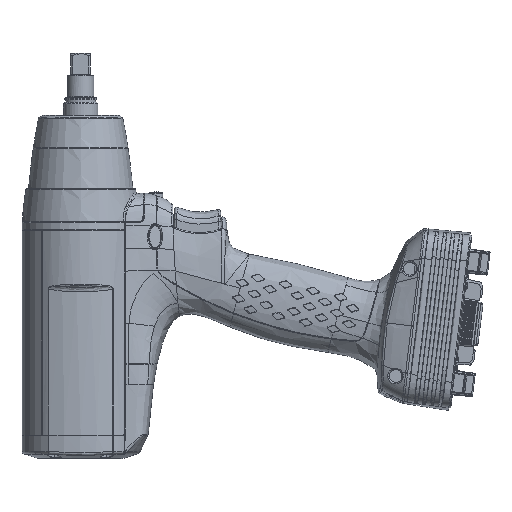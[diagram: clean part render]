
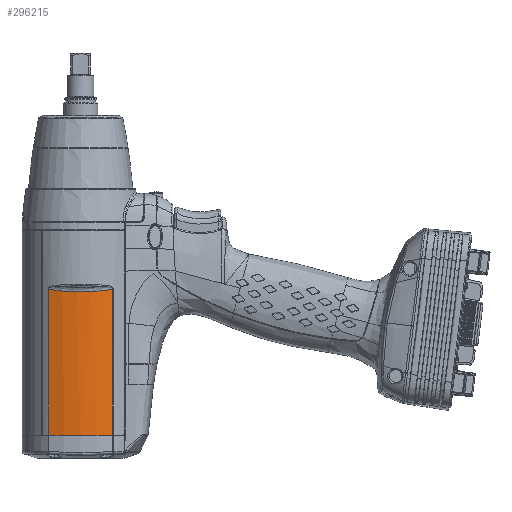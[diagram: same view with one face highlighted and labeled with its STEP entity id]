
A CAD part, left-side view. The second image highlights one B-rep face of the part: STEP entity #296215.
In plain terms, the highlighted cylindrical face has radius 46.906 mm (diameter 93.812 mm), a partial arc.
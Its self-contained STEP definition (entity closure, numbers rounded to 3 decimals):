
#68905=DIRECTION('',(0.,0.,-1.));
#68906=VECTOR('',#68905,72.087);
#68907=CARTESIAN_POINT('',(-24.228,15.886,
37.479));
#68908=LINE('',#68907,#68906);
#68909=CARTESIAN_POINT('',(-24.228,15.886,
37.479));
#68910=CARTESIAN_POINT('',(-24.477,15.193,
37.369));
#68911=CARTESIAN_POINT('',(-25.447,12.284,
36.942));
#68912=CARTESIAN_POINT('',(-26.65,7.006,
36.412));
#68913=CARTESIAN_POINT('',(-27.174,0.002,
36.181));
#68914=CARTESIAN_POINT('',(-26.651,-7.003,
36.411));
#68915=CARTESIAN_POINT('',(-25.448,-12.282,
36.941));
#68916=CARTESIAN_POINT('',(-24.478,-15.192,
37.369));
#68917=CARTESIAN_POINT('',(-24.228,-15.886,
37.479));
#68919=DIRECTION('',(0.,0.,1.));
#68920=VECTOR('',#68919,72.087);
#68921=CARTESIAN_POINT('',(-24.228,-15.886,
-34.608));
#68922=LINE('',#68921,#68920);
#68923=CARTESIAN_POINT('',(19.906,0.,
-34.608));
#68924=DIRECTION('',(0.,0.,-1.));
#68925=DIRECTION('',(-0.941,-0.339,0.));
#68926=AXIS2_PLACEMENT_3D('',#68923,#68924,#68925);
#68946=CARTESIAN_POINT('',(-24.228,-15.886,
37.479));
#78136=CARTESIAN_POINT('',(-24.228,15.886,
37.479));
#78137=CARTESIAN_POINT('',(-24.228,15.886,
-34.608));
#78138=VERTEX_POINT('',#78136);
#78139=VERTEX_POINT('',#78137);
#78145=VERTEX_POINT('',#68946);
#78146=CARTESIAN_POINT('',(-24.228,-15.886,
-34.608));
#78147=VERTEX_POINT('',#78146);
#296203=CARTESIAN_POINT('',(19.906,0.,-56.35));
#296204=DIRECTION('',(0.,0.,-1.));
#296205=DIRECTION('',(-1.,0.,0.));
#296206=AXIS2_PLACEMENT_3D('',#296203,#296204,#296205);
#296207=CYLINDRICAL_SURFACE('',#296206,46.906);
#296208=ORIENTED_EDGE('',*,*,#295859,.F.);
#296210=ORIENTED_EDGE('',*,*,#296209,.T.);
#296211=ORIENTED_EDGE('',*,*,#296181,.F.);
#296212=ORIENTED_EDGE('',*,*,#102937,.T.);
#296213=EDGE_LOOP('',(#296208,#296210,#296211,#296212));
#296214=FACE_OUTER_BOUND('',#296213,.F.);
#68918=B_SPLINE_CURVE_WITH_KNOTS('',3,(#68909,#68910,#68911,#68912,#68913,
#68914,#68915,#68916,#68917),.UNSPECIFIED.,.F.,.F.,(4,1,1,1,1,1,4),(0.,
0.069,0.285,0.5,0.715,
0.931,1.),.UNSPECIFIED.);
#68927=CIRCLE('',#68926,46.906);
#102937=EDGE_CURVE('',#78147,#78139,#68927,.T.);
#295859=EDGE_CURVE('',#78138,#78139,#68908,.T.);
#296181=EDGE_CURVE('',#78147,#78145,#68922,.T.);
#296209=EDGE_CURVE('',#78138,#78145,#68918,.T.);
#296215=ADVANCED_FACE('',(#296214),#296207,.T.);
